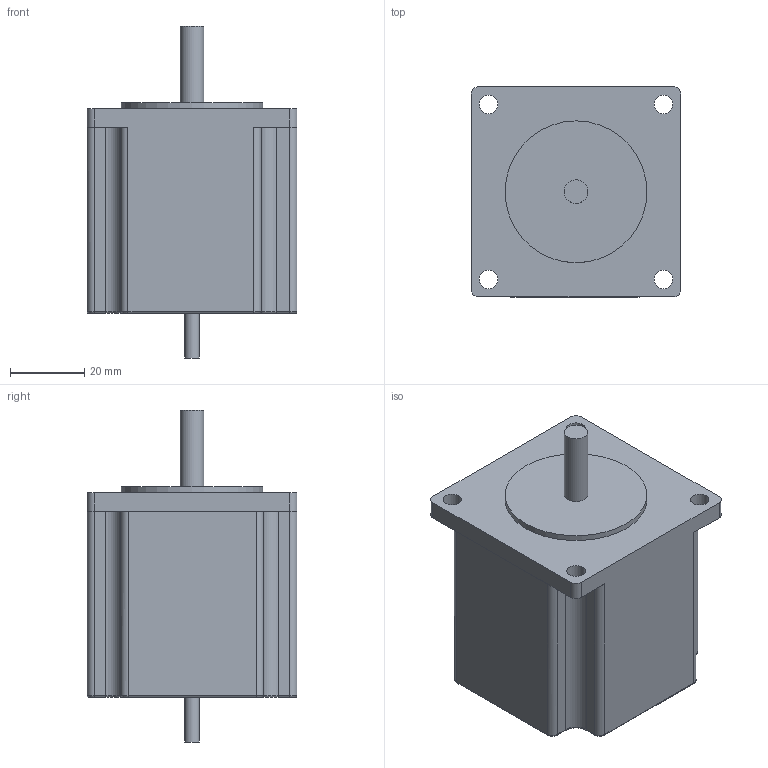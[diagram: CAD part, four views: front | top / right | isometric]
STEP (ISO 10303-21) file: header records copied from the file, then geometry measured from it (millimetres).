
FILE_DESCRIPTION(/* description */ ('Alibre Inc.'),/* implementation_level */ '2;1');
FILE_NAME(/* name */ 'export0',/* time_stamp */ '2013-11-27T11:02:22-07:00',/* author */ (''),/* organization */ (''),/* preprocessor_version */ 'ST-DEVELOPER v14',/* originating_system */ 'Alibre',/* authorisation */ '');
FILE_SCHEMA (('ALIBRE_SCHEMA','CONFIG_CONTROL_DESIGN'));
Length unit declared in the file: centimetre
Products named in the file (1): ID_1
Bounding box: 56.4 x 56.42 x 89.2 mm (x, y, z)
Volume: 161018 mm3; surface area: 18948.3 mm2
Topology: 1 solids, 1 shells, 74 faces, 179 edges, 112 vertices
Faces by surface type: cylinder 37, plane 25, torus 12
Full cylindrical faces by diameter (mm): 1.221 x2, 4 x1, 5 x4, 6.35 x1, 38.1 x1
Entity records: 5355 total; most frequent: CARTESIAN_POINT 817, DIRECTION 487, CONSTRAINTPAIRUV 457, REFERENCEDEPENDENTUV 380, ORIENTED_EDGE 332, REFERENCEPOINTUV 273, VECTOR 195, PERSISTANTTOPOLOGYATTRIBUTE 171
